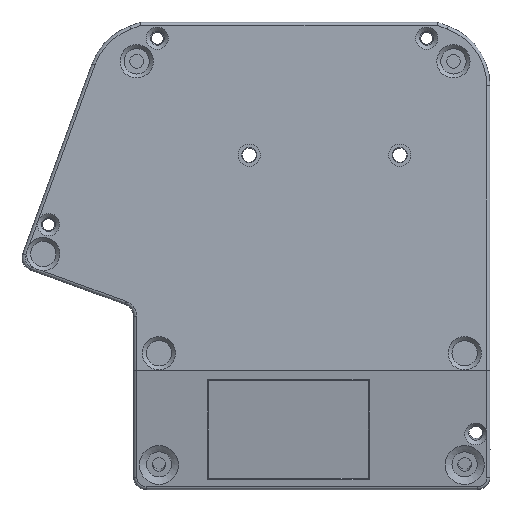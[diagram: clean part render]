
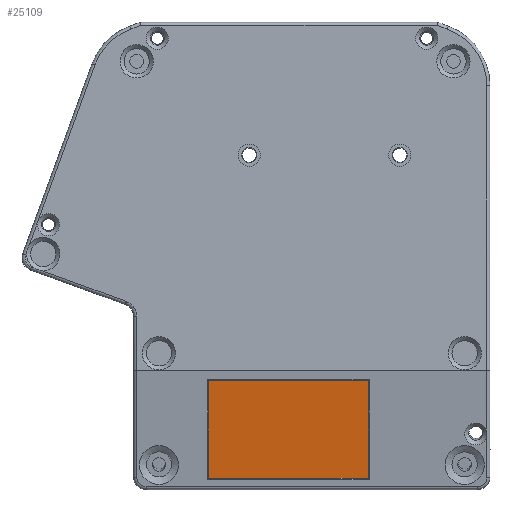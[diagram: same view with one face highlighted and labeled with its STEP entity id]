
A CAD part, front view. The second image highlights one B-rep face of the part: STEP entity #25109.
In plain terms, the highlighted planar face has unit normal (0, -0.988, -0.156).
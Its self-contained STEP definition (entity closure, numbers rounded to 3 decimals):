
#22920 = PLANE('',#22921);
#22921 = AXIS2_PLACEMENT_3D('',#22922,#22923,#22924);
#22922 = CARTESIAN_POINT('',(28.585,-11.803,
    6.106));
#22923 = DIRECTION('',(0.707,-0.698,-0.111));
#22924 = DIRECTION('',(-0.155,0.,
    -0.988));
#22948 = PLANE('',#22949);
#22949 = AXIS2_PLACEMENT_3D('',#22950,#22951,#22952);
#22950 = CARTESIAN_POINT('',(38.307,-11.111,
    1.737));
#22951 = DIRECTION('',(0.,-0.588,-0.809));
#22952 = DIRECTION('',(-1.,0.,0.));
#22976 = PLANE('',#22977);
#22977 = AXIS2_PLACEMENT_3D('',#22978,#22979,#22980);
#22978 = CARTESIAN_POINT('',(92.974,-14.912,
    25.737));
#22979 = DIRECTION('',(-0.707,-0.698,-0.111)
  );
#22980 = DIRECTION('',(-0.155,0.,0.988)
  );
#23002 = PLANE('',#23003);
#23003 = AXIS2_PLACEMENT_3D('',#23004,#23005,#23006);
#23004 = CARTESIAN_POINT('',(70.311,-4.833,
    -37.901));
#23005 = DIRECTION('',(0.,-0.809,0.588));
#23006 = DIRECTION('',(1.,0.,0.));
#24493 = VERTEX_POINT('',#24494);
#24494 = CARTESIAN_POINT('',(28.776,-4.675,
    -37.683));
#24515 = EDGE_CURVE('',#24493,#24516,#24518,.T.);
#24516 = VERTEX_POINT('',#24517);
#24517 = CARTESIAN_POINT('',(28.776,-10.893,
    1.578));
#24518 = SURFACE_CURVE('',#24519,(#24523,#24530),.PCURVE_S1.);
#24519 = LINE('',#24520,#24521);
#24520 = CARTESIAN_POINT('',(28.776,-4.675,
    -37.683));
#24521 = VECTOR('',#24522,1.);
#24522 = DIRECTION('',(0.,-0.156,0.988));
#24523 = PCURVE('',#22920,#24524);
#24524 = DEFINITIONAL_REPRESENTATION('',(#24525),#24529);
#24525 = LINE('',#24526,#24527);
#24526 = CARTESIAN_POINT('',(43.233,9.96));
#24527 = VECTOR('',#24528,1.);
#24528 = DIRECTION('',(-0.976,-0.219));
#24529 = ( GEOMETRIC_REPRESENTATION_CONTEXT(2) 
PARAMETRIC_REPRESENTATION_CONTEXT() REPRESENTATION_CONTEXT('2D SPACE',''
  ) );
#24530 = PCURVE('',#24531,#24536);
#24531 = PLANE('',#24532);
#24532 = AXIS2_PLACEMENT_3D('',#24533,#24534,#24535);
#24533 = CARTESIAN_POINT('',(60.78,-7.784,
    -18.052));
#24534 = DIRECTION('',(0.,0.988,0.156));
#24535 = DIRECTION('',(0.,-0.156,0.988));
#24536 = DEFINITIONAL_REPRESENTATION('',(#24537),#24541);
#24537 = LINE('',#24538,#24539);
#24538 = CARTESIAN_POINT('',(-19.876,-32.004));
#24539 = VECTOR('',#24540,1.);
#24540 = DIRECTION('',(1.,0.));
#24541 = ( GEOMETRIC_REPRESENTATION_CONTEXT(2) 
PARAMETRIC_REPRESENTATION_CONTEXT() REPRESENTATION_CONTEXT('2D SPACE',''
  ) );
#24569 = EDGE_CURVE('',#24516,#24570,#24572,.T.);
#24570 = VERTEX_POINT('',#24571);
#24571 = CARTESIAN_POINT('',(92.784,-10.893,
    1.578));
#24572 = SURFACE_CURVE('',#24573,(#24577,#24584),.PCURVE_S1.);
#24573 = LINE('',#24574,#24575);
#24574 = CARTESIAN_POINT('',(28.776,-10.893,
    1.578));
#24575 = VECTOR('',#24576,1.);
#24576 = DIRECTION('',(1.,0.,0.));
#24577 = PCURVE('',#22948,#24578);
#24578 = DEFINITIONAL_REPRESENTATION('',(#24579),#24583);
#24579 = LINE('',#24580,#24581);
#24580 = CARTESIAN_POINT('',(9.531,0.269));
#24581 = VECTOR('',#24582,1.);
#24582 = DIRECTION('',(-1.,0.));
#24583 = ( GEOMETRIC_REPRESENTATION_CONTEXT(2) 
PARAMETRIC_REPRESENTATION_CONTEXT() REPRESENTATION_CONTEXT('2D SPACE',''
  ) );
#24584 = PCURVE('',#24531,#24585);
#24585 = DEFINITIONAL_REPRESENTATION('',(#24586),#24590);
#24586 = LINE('',#24587,#24588);
#24587 = CARTESIAN_POINT('',(19.876,-32.004));
#24588 = VECTOR('',#24589,1.);
#24589 = DIRECTION('',(0.,1.));
#24590 = ( GEOMETRIC_REPRESENTATION_CONTEXT(2) 
PARAMETRIC_REPRESENTATION_CONTEXT() REPRESENTATION_CONTEXT('2D SPACE',''
  ) );
#24618 = VERTEX_POINT('',#24619);
#24619 = CARTESIAN_POINT('',(92.784,-4.675,
    -37.683));
#24640 = EDGE_CURVE('',#24618,#24493,#24641,.T.);
#24641 = SURFACE_CURVE('',#24642,(#24646,#24653),.PCURVE_S1.);
#24642 = LINE('',#24643,#24644);
#24643 = CARTESIAN_POINT('',(92.784,-4.675,
    -37.683));
#24644 = VECTOR('',#24645,1.);
#24645 = DIRECTION('',(-1.,0.,0.));
#24646 = PCURVE('',#23002,#24647);
#24647 = DEFINITIONAL_REPRESENTATION('',(#24648),#24652);
#24648 = LINE('',#24649,#24650);
#24649 = CARTESIAN_POINT('',(22.473,0.269));
#24650 = VECTOR('',#24651,1.);
#24651 = DIRECTION('',(-1.,0.));
#24652 = ( GEOMETRIC_REPRESENTATION_CONTEXT(2) 
PARAMETRIC_REPRESENTATION_CONTEXT() REPRESENTATION_CONTEXT('2D SPACE',''
  ) );
#24653 = PCURVE('',#24531,#24654);
#24654 = DEFINITIONAL_REPRESENTATION('',(#24655),#24659);
#24655 = LINE('',#24656,#24657);
#24656 = CARTESIAN_POINT('',(-19.876,32.004));
#24657 = VECTOR('',#24658,1.);
#24658 = DIRECTION('',(0.,-1.));
#24659 = ( GEOMETRIC_REPRESENTATION_CONTEXT(2) 
PARAMETRIC_REPRESENTATION_CONTEXT() REPRESENTATION_CONTEXT('2D SPACE',''
  ) );
#24665 = EDGE_CURVE('',#24570,#24618,#24666,.T.);
#24666 = SURFACE_CURVE('',#24667,(#24671,#24678),.PCURVE_S1.);
#24667 = LINE('',#24668,#24669);
#24668 = CARTESIAN_POINT('',(92.784,-10.893,
    1.578));
#24669 = VECTOR('',#24670,1.);
#24670 = DIRECTION('',(0.,0.156,-0.988));
#24671 = PCURVE('',#22976,#24672);
#24672 = DEFINITIONAL_REPRESENTATION('',(#24673),#24677);
#24673 = LINE('',#24674,#24675);
#24674 = CARTESIAN_POINT('',(-23.839,5.616));
#24675 = VECTOR('',#24676,1.);
#24676 = DIRECTION('',(-0.976,0.219));
#24677 = ( GEOMETRIC_REPRESENTATION_CONTEXT(2) 
PARAMETRIC_REPRESENTATION_CONTEXT() REPRESENTATION_CONTEXT('2D SPACE',''
  ) );
#24678 = PCURVE('',#24531,#24679);
#24679 = DEFINITIONAL_REPRESENTATION('',(#24680),#24684);
#24680 = LINE('',#24681,#24682);
#24681 = CARTESIAN_POINT('',(19.876,32.004));
#24682 = VECTOR('',#24683,1.);
#24683 = DIRECTION('',(-1.,0.));
#24684 = ( GEOMETRIC_REPRESENTATION_CONTEXT(2) 
PARAMETRIC_REPRESENTATION_CONTEXT() REPRESENTATION_CONTEXT('2D SPACE',''
  ) );
#25109 = ADVANCED_FACE('',(#25110),#24531,.F.);
#25110 = FACE_BOUND('',#25111,.T.);
#25111 = EDGE_LOOP('',(#25112,#25113,#25114,#25115));
#25112 = ORIENTED_EDGE('',*,*,#24569,.F.);
#25113 = ORIENTED_EDGE('',*,*,#24515,.F.);
#25114 = ORIENTED_EDGE('',*,*,#24640,.F.);
#25115 = ORIENTED_EDGE('',*,*,#24665,.F.);
